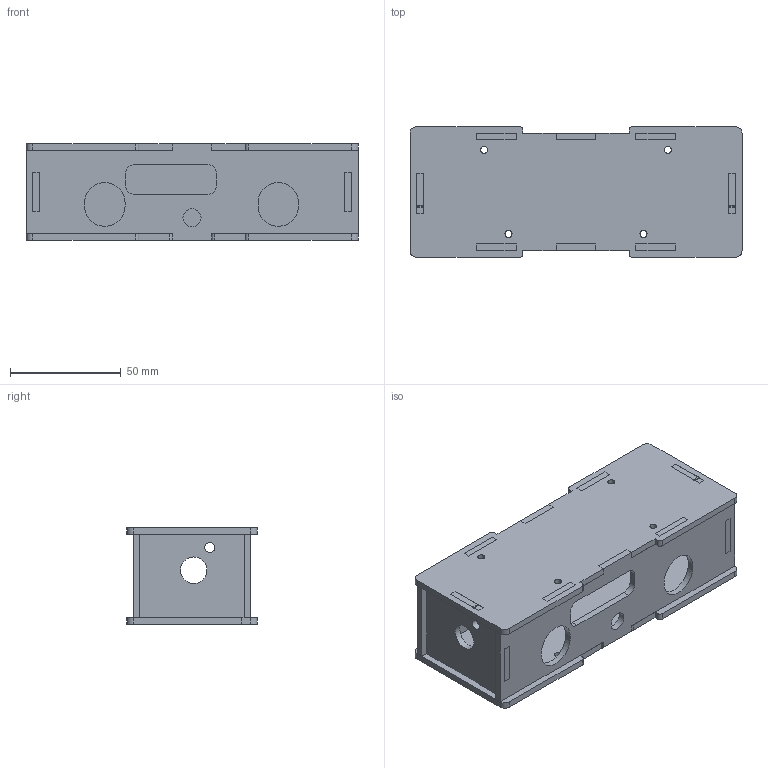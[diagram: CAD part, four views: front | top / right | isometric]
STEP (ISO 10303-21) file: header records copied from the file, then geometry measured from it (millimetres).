
FILE_DESCRIPTION(/* description */ (''),/* implementation_level */ '2;1');
FILE_NAME(/* name */ '',/* time_stamp */ '2023-01-27T17:07:28+09:00',/* author */ (''),/* organization */ (''),/* preprocessor_version */ 'ST-DEVELOPER v19.2',/* originating_system */ 'Autodesk Translation Framework v11.17.0.187',/* authorisation */ '');
FILE_SCHEMA (('AUTOMOTIVE_DESIGN { 1 0 10303 214 3 1 1 }'));
Length unit declared in the file: millimetre
Products named in the file (6): 配布用穴筐体STEP v2; コンポーネント6; コンポーネント2; コンポーネント3; コンポーネント4; コンポーネント5
Assembly tree (6 placements, depth 2):
  配布用穴筐体STEP v2
    コンポーネント6  x2
    コンポーネント2
    コンポーネント3
    コンポーネント4
    コンポーネント5
Bounding box: 150 x 59 x 43.6 mm (x, y, z)
Volume: 91297.8 mm3; surface area: 70422 mm2
Topology: 6 solids, 6 shells, 272 faces, 780 edges, 520 vertices
Faces by surface type: plane 227, cylinder 45
Full cylindrical faces by diameter (mm): 3.2 x8, 4.5 x2, 8.2 x1, 12 x2
Entity records: 8156 total; most frequent: CARTESIAN_POINT 1414, ORIENTED_EDGE 1392, DIRECTION 1284, EDGE_CURVE 696, LINE 616, VECTOR 616, VERTEX_POINT 464, AXIS2_PLACEMENT_3D 334
